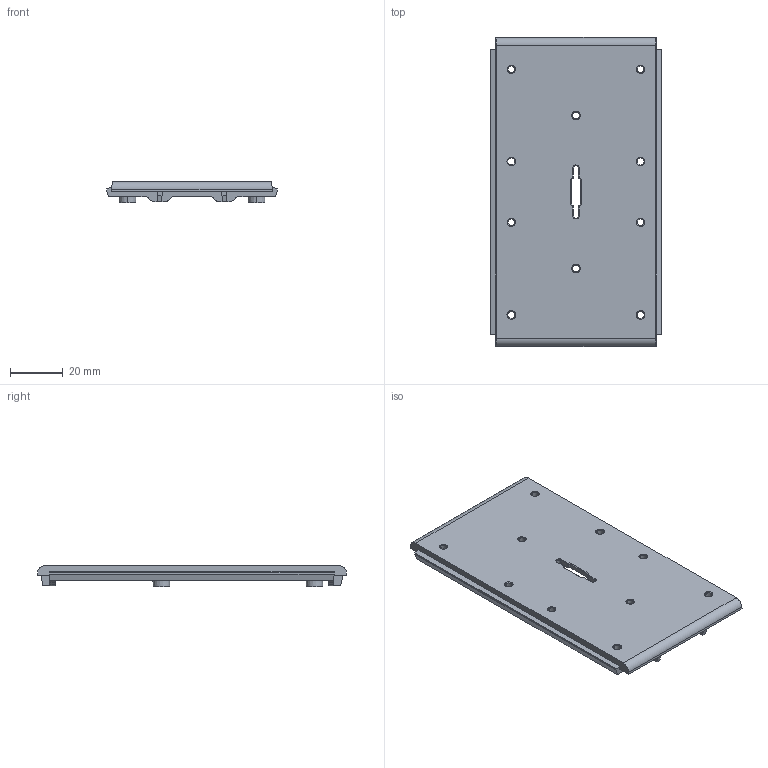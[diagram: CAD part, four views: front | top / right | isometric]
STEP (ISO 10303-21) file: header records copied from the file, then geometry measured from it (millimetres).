
FILE_DESCRIPTION((''),'2;1');
FILE_NAME('130-001_0003','2021-04-13T13:32:56',('finla'),(''),'CREO PARAMETRIC BY PTC INC, 2020342','CREO PARAMETRIC BY PTC INC, 2020342','');
FILE_SCHEMA(('CONFIG_CONTROL_DESIGN'));
Length unit declared in the file: millimetre
Products named in the file (1): 130-001_0003
Bounding box: 64.69 x 117.15 x 8 mm (x, y, z)
Volume: 18528.7 mm3; surface area: 19016.5 mm2
Topology: 1 solids, 1 shells, 295 faces, 784 edges, 492 vertices
Faces by surface type: plane 108, cylinder 70, cone 68, bspline 45, torus 4
Entity records: 11502 total; most frequent: CARTESIAN_POINT 4524, ORIENTED_EDGE 1568, DIRECTION 1249, EDGE_CURVE 784, VERTEX_POINT 492, VECTOR 449, LINE 449, AXIS2_PLACEMENT_3D 400
